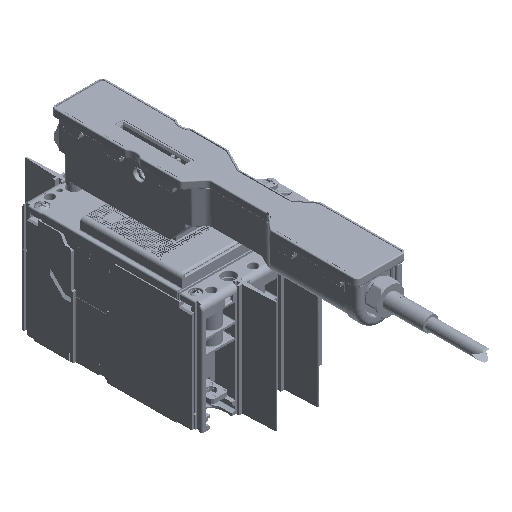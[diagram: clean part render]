
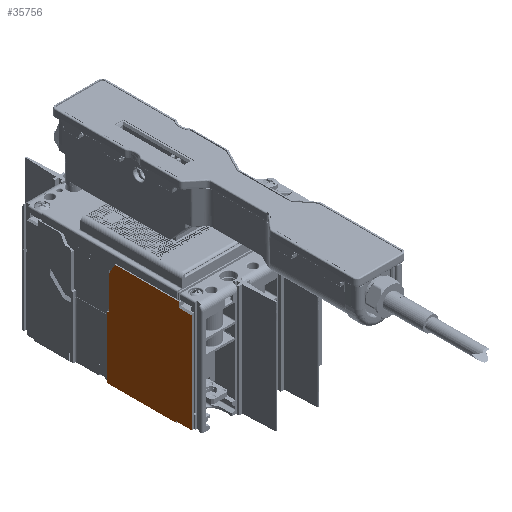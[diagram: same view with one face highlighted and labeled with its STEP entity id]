
A CAD part, isometric view. The second image highlights one B-rep face of the part: STEP entity #35756.
In plain terms, the highlighted planar face has unit normal (1, 0, 0).
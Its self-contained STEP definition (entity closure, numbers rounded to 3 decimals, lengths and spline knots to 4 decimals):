
#35611=DIRECTION('',(0.,0.,1.));
#35612=VECTOR('',#35611,2.815);
#35613=CARTESIAN_POINT('',(-4.1188,7.2527,
-5.6339));
#35614=LINE('',#35613,#35612);
#35615=DIRECTION('',(0.,1.,0.));
#35616=VECTOR('',#35615,0.3543);
#35617=CARTESIAN_POINT('',(-4.1188,7.2527,
-2.8189));
#35618=LINE('',#35617,#35616);
#35619=DIRECTION('',(0.,0.,1.));
#35620=VECTOR('',#35619,0.1378);
#35621=CARTESIAN_POINT('',(-4.1188,7.607,
-2.8189));
#35622=LINE('',#35621,#35620);
#35623=DIRECTION('',(0.,0.707,0.707));
#35624=VECTOR('',#35623,0.0278);
#35625=CARTESIAN_POINT('',(-4.1188,7.607,
-2.6811));
#35626=LINE('',#35625,#35624);
#35627=DIRECTION('',(0.,1.,0.));
#35628=VECTOR('',#35627,1.0433);
#35629=CARTESIAN_POINT('',(-4.1188,7.6267,
-2.6614));
#35630=LINE('',#35629,#35628);
#35631=DIRECTION('',(0.,1.,0.));
#35632=VECTOR('',#35631,0.748);
#35633=CARTESIAN_POINT('',(-4.1188,8.67,
-2.6614));
#35634=LINE('',#35633,#35632);
#35635=DIRECTION('',(0.,0.5,-0.866));
#35636=VECTOR('',#35635,0.3543);
#35637=CARTESIAN_POINT('',(-4.1188,9.418,
-2.6614));
#35638=LINE('',#35637,#35636);
#35639=DIRECTION('',(0.,0.,-1.));
#35640=VECTOR('',#35639,0.953);
#35641=CARTESIAN_POINT('',(-4.1188,9.5952,
-2.9683));
#35642=LINE('',#35641,#35640);
#35643=DIRECTION('',(0.,1.,0.));
#35644=VECTOR('',#35643,0.0492);
#35645=CARTESIAN_POINT('',(-4.1188,9.5952,
-3.9213));
#35646=LINE('',#35645,#35644);
#35647=DIRECTION('',(0.,0.,-1.));
#35648=VECTOR('',#35647,1.752);
#35649=CARTESIAN_POINT('',(-4.1188,9.6444,
-3.9213));
#35650=LINE('',#35649,#35648);
#35651=DIRECTION('',(0.,-1.,0.));
#35652=VECTOR('',#35651,0.9744);
#35653=CARTESIAN_POINT('',(-4.1188,9.6444,
-5.6732));
#35654=LINE('',#35653,#35652);
#35655=DIRECTION('',(0.,-1.,0.));
#35656=VECTOR('',#35655,0.9843);
#35657=CARTESIAN_POINT('',(-4.1188,8.67,
-5.6732));
#35658=LINE('',#35657,#35656);
#35659=DIRECTION('',(0.,0.,1.));
#35660=VECTOR('',#35659,0.0394);
#35661=CARTESIAN_POINT('',(-4.1188,7.6857,
-5.6732));
#35662=LINE('',#35661,#35660);
#35663=DIRECTION('',(0.,-1.,0.));
#35664=VECTOR('',#35663,0.4331);
#35665=CARTESIAN_POINT('',(-4.1188,7.6857,
-5.6339));
#35666=LINE('',#35665,#35664);
#35667=DIRECTION('',(0.,0.,1.));
#35668=VECTOR('',#35667,0.4528);
#35669=CARTESIAN_POINT('',(-4.1188,8.6698,
-5.2402));
#35670=LINE('',#35669,#35668);
#35671=DIRECTION('',(0.,-0.019,-1.));
#35672=VECTOR('',#35671,0.4528);
#35673=CARTESIAN_POINT('',(-4.1188,8.6697,
-4.7874));
#35674=LINE('',#35673,#35672);
#35675=DIRECTION('',(0.,1.,0.));
#35676=VECTOR('',#35675,0.0086);
#35677=CARTESIAN_POINT('',(-4.1188,8.6612,
-5.2402));
#35678=LINE('',#35677,#35676);
#35679=CARTESIAN_POINT('',(-4.1188,7.2527,
-5.6339));
#35680=CARTESIAN_POINT('',(-4.1188,7.2527,
-2.8189));
#35681=VERTEX_POINT('',#35679);
#35682=VERTEX_POINT('',#35680);
#35683=CARTESIAN_POINT('',(-4.1188,7.607,
-2.8189));
#35684=VERTEX_POINT('',#35683);
#35685=CARTESIAN_POINT('',(-4.1188,7.607,
-2.6811));
#35686=VERTEX_POINT('',#35685);
#35687=CARTESIAN_POINT('',(-4.1188,7.6267,
-2.6614));
#35688=VERTEX_POINT('',#35687);
#35689=CARTESIAN_POINT('',(-4.1188,8.67,
-2.6614));
#35690=VERTEX_POINT('',#35689);
#35691=CARTESIAN_POINT('',(-4.1188,9.418,
-2.6614));
#35692=VERTEX_POINT('',#35691);
#35693=CARTESIAN_POINT('',(-4.1188,9.5952,
-2.9683));
#35694=VERTEX_POINT('',#35693);
#35695=CARTESIAN_POINT('',(-4.1188,9.5952,
-3.9213));
#35696=VERTEX_POINT('',#35695);
#35697=CARTESIAN_POINT('',(-4.1188,9.6444,
-3.9213));
#35698=VERTEX_POINT('',#35697);
#35699=CARTESIAN_POINT('',(-4.1188,9.6444,
-5.6732));
#35700=VERTEX_POINT('',#35699);
#35701=CARTESIAN_POINT('',(-4.1188,8.67,
-5.6732));
#35702=VERTEX_POINT('',#35701);
#35703=CARTESIAN_POINT('',(-4.1188,7.6857,
-5.6732));
#35704=VERTEX_POINT('',#35703);
#35705=CARTESIAN_POINT('',(-4.1188,7.6857,
-5.6339));
#35706=VERTEX_POINT('',#35705);
#35707=CARTESIAN_POINT('',(-4.1188,8.6698,
-5.2402));
#35708=CARTESIAN_POINT('',(-4.1188,8.6697,
-4.7874));
#35709=VERTEX_POINT('',#35707);
#35710=VERTEX_POINT('',#35708);
#35711=CARTESIAN_POINT('',(-4.1188,8.6612,
-5.2402));
#35712=VERTEX_POINT('',#35711);
#35713=CARTESIAN_POINT('',(-4.1188,8.4485,
-4.1673));
#35714=DIRECTION('',(1.,0.,0.));
#35715=DIRECTION('',(0.,0.,1.));
#35716=AXIS2_PLACEMENT_3D('',#35713,#35714,#35715);
#35717=PLANE('',#35716);
#35719=ORIENTED_EDGE('',*,*,#35718,.T.);
#35721=ORIENTED_EDGE('',*,*,#35720,.T.);
#35723=ORIENTED_EDGE('',*,*,#35722,.T.);
#35725=ORIENTED_EDGE('',*,*,#35724,.T.);
#35727=ORIENTED_EDGE('',*,*,#35726,.T.);
#35729=ORIENTED_EDGE('',*,*,#35728,.T.);
#35731=ORIENTED_EDGE('',*,*,#35730,.T.);
#35733=ORIENTED_EDGE('',*,*,#35732,.T.);
#35735=ORIENTED_EDGE('',*,*,#35734,.T.);
#35737=ORIENTED_EDGE('',*,*,#35736,.T.);
#35739=ORIENTED_EDGE('',*,*,#35738,.T.);
#35741=ORIENTED_EDGE('',*,*,#35740,.T.);
#35743=ORIENTED_EDGE('',*,*,#35742,.T.);
#35745=ORIENTED_EDGE('',*,*,#35744,.T.);
#35746=EDGE_LOOP('',(#35719,#35721,#35723,#35725,#35727,#35729,#35731,#35733,
#35735,#35737,#35739,#35741,#35743,#35745));
#35747=FACE_OUTER_BOUND('',#35746,.F.);
#35749=ORIENTED_EDGE('',*,*,#35748,.T.);
#35751=ORIENTED_EDGE('',*,*,#35750,.T.);
#35753=ORIENTED_EDGE('',*,*,#35752,.T.);
#35754=EDGE_LOOP('',(#35749,#35751,#35753));
#35755=FACE_BOUND('',#35754,.F.);
#35756=ADVANCED_FACE('',(#35747,#35755),#35717,.T.);
#35718=EDGE_CURVE('',#35681,#35682,#35614,.T.);
#35720=EDGE_CURVE('',#35682,#35684,#35618,.T.);
#35722=EDGE_CURVE('',#35684,#35686,#35622,.T.);
#35724=EDGE_CURVE('',#35686,#35688,#35626,.T.);
#35726=EDGE_CURVE('',#35688,#35690,#35630,.T.);
#35728=EDGE_CURVE('',#35690,#35692,#35634,.T.);
#35730=EDGE_CURVE('',#35692,#35694,#35638,.T.);
#35732=EDGE_CURVE('',#35694,#35696,#35642,.T.);
#35734=EDGE_CURVE('',#35696,#35698,#35646,.T.);
#35736=EDGE_CURVE('',#35698,#35700,#35650,.T.);
#35738=EDGE_CURVE('',#35700,#35702,#35654,.T.);
#35740=EDGE_CURVE('',#35702,#35704,#35658,.T.);
#35742=EDGE_CURVE('',#35704,#35706,#35662,.T.);
#35744=EDGE_CURVE('',#35706,#35681,#35666,.T.);
#35748=EDGE_CURVE('',#35709,#35710,#35670,.T.);
#35750=EDGE_CURVE('',#35710,#35712,#35674,.T.);
#35752=EDGE_CURVE('',#35712,#35709,#35678,.T.);
